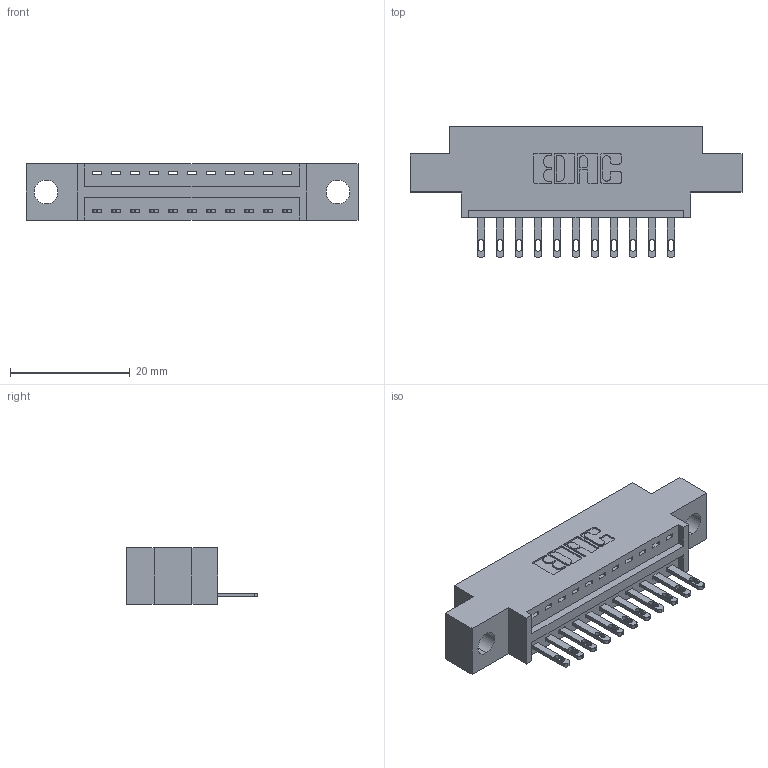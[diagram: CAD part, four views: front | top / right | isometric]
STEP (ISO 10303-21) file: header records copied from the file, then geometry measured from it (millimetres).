
FILE_DESCRIPTION (( 'STEP AP203' ), '1' );
FILE_NAME ('346-011-500-604.STEP', '2022-05-05T00:39:18', ( '' ), ( '' ), 'SwSTEP 2.0', 'SolidWorks 2020', '' );
FILE_SCHEMA (( 'CONFIG_CONTROL_DESIGN' ));
Length unit declared in the file: inch
Products named in the file (3): 346-011-500-604; 345-292-001_345-293-100; 346 Part_0.170 Offset - 0.156 Dia-TH
Assembly tree (12 placements, depth 2):
  346-011-500-604
    346 Part_0.170 Offset - 0.156 Dia-TH
    345-292-001_345-293-100  x11
Bounding box: 55.5 x 21.84 x 9.4 mm (x, y, z)
Volume: 4845.1 mm3; surface area: 5744.5 mm2
Topology: 12 solids, 12 shells, 734 faces, 2225 edges, 1482 vertices
Faces by surface type: plane 468, cylinder 266
Entity records: 11481 total; most frequent: CARTESIAN_POINT 1987, ORIENTED_EDGE 1930, DIRECTION 1791, EDGE_CURVE 965, LINE 785, VECTOR 785, VERTEX_POINT 642, AXIS2_PLACEMENT_3D 503
